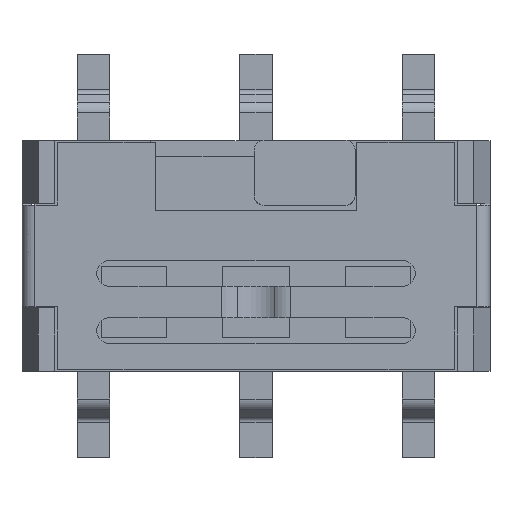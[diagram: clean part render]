
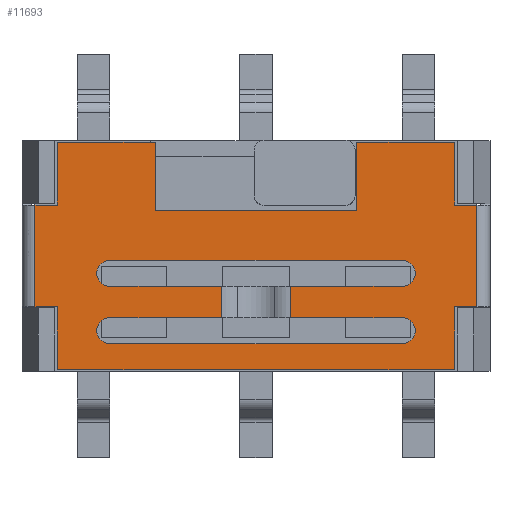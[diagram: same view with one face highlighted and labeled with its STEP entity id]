
A CAD part, top view. The second image highlights one B-rep face of the part: STEP entity #11693.
In plain terms, the highlighted planar face has unit normal (0, 0, 1).
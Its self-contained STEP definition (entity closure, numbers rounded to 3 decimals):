
#10533=DIRECTION('',(0.,1.,0.));
#10534=VECTOR('',#10533,1.563);
#10535=CARTESIAN_POINT('',(3.4,-0.781,1.5));
#10536=LINE('',#10535,#10534);
#10537=DIRECTION('',(1.,0.,0.));
#10538=VECTOR('',#10537,0.346);
#10539=CARTESIAN_POINT('',(3.054,-0.781,1.5));
#10540=LINE('',#10539,#10538);
#10541=DIRECTION('',(0.,1.,0.));
#10542=VECTOR('',#10541,0.969);
#10543=CARTESIAN_POINT('',(3.054,-1.75,1.5));
#10544=LINE('',#10543,#10542);
#10545=DIRECTION('',(1.,0.,0.));
#10546=VECTOR('',#10545,1.504);
#10547=CARTESIAN_POINT('',(1.55,-1.75,1.5));
#10548=LINE('',#10547,#10546);
#10549=DIRECTION('',(1.,0.,0.));
#10550=VECTOR('',#10549,3.1);
#10551=CARTESIAN_POINT('',(-1.55,-1.75,1.5));
#10552=LINE('',#10551,#10550);
#10553=DIRECTION('',(1.,0.,0.));
#10554=VECTOR('',#10553,1.504);
#10555=CARTESIAN_POINT('',(-3.054,-1.75,1.5));
#10556=LINE('',#10555,#10554);
#10557=DIRECTION('',(0.,-1.,0.));
#10558=VECTOR('',#10557,0.969);
#10559=CARTESIAN_POINT('',(-3.054,-0.781,1.5));
#10560=LINE('',#10559,#10558);
#10561=DIRECTION('',(1.,0.,0.));
#10562=VECTOR('',#10561,0.346);
#10563=CARTESIAN_POINT('',(-3.4,-0.781,1.5));
#10564=LINE('',#10563,#10562);
#10565=DIRECTION('',(0.,-1.,0.));
#10566=VECTOR('',#10565,1.563);
#10567=CARTESIAN_POINT('',(-3.4,0.781,1.5));
#10568=LINE('',#10567,#10566);
#10569=DIRECTION('',(-1.,0.,0.));
#10570=VECTOR('',#10569,0.346);
#10571=CARTESIAN_POINT('',(-3.054,0.781,1.5));
#10572=LINE('',#10571,#10570);
#10573=DIRECTION('',(0.,-1.,0.));
#10574=VECTOR('',#10573,0.969);
#10575=CARTESIAN_POINT('',(-3.054,1.75,1.5));
#10576=LINE('',#10575,#10574);
#10577=DIRECTION('',(-1.,0.,0.));
#10578=VECTOR('',#10577,1.504);
#10579=CARTESIAN_POINT('',(-1.55,1.75,1.5));
#10580=LINE('',#10579,#10578);
#10581=DIRECTION('',(0.,1.,0.));
#10582=VECTOR('',#10581,1.05);
#10583=CARTESIAN_POINT('',(-1.55,0.7,1.5));
#10584=LINE('',#10583,#10582);
#10585=DIRECTION('',(-1.,0.,0.));
#10586=VECTOR('',#10585,3.1);
#10587=CARTESIAN_POINT('',(1.55,0.7,1.5));
#10588=LINE('',#10587,#10586);
#10589=DIRECTION('',(0.,-1.,0.));
#10590=VECTOR('',#10589,1.05);
#10591=CARTESIAN_POINT('',(1.55,1.75,1.5));
#10592=LINE('',#10591,#10590);
#10593=DIRECTION('',(-1.,0.,0.));
#10594=VECTOR('',#10593,1.504);
#10595=CARTESIAN_POINT('',(3.054,1.75,1.5));
#10596=LINE('',#10595,#10594);
#10597=DIRECTION('',(0.,1.,0.));
#10598=VECTOR('',#10597,0.969);
#10599=CARTESIAN_POINT('',(3.054,0.781,1.5));
#10600=LINE('',#10599,#10598);
#10601=DIRECTION('',(-1.,0.,0.));
#10602=VECTOR('',#10601,0.346);
#10603=CARTESIAN_POINT('',(3.4,0.781,1.5));
#10604=LINE('',#10603,#10602);
#10605=DIRECTION('',(1.,0.,0.));
#10606=VECTOR('',#10605,1.722);
#10607=CARTESIAN_POINT('',(-2.25,-0.47,1.5));
#10608=LINE('',#10607,#10606);
#10609=DIRECTION('',(0.,1.,0.));
#10610=VECTOR('',#10609,0.48);
#10611=CARTESIAN_POINT('',(-0.528,-0.95,1.5));
#10612=LINE('',#10611,#10610);
#10613=DIRECTION('',(-1.,0.,0.));
#10614=VECTOR('',#10613,1.722);
#10615=CARTESIAN_POINT('',(-0.528,-0.95,1.5));
#10616=LINE('',#10615,#10614);
#10617=CARTESIAN_POINT('',(-2.25,-1.15,1.5));
#10618=DIRECTION('',(0.,0.,1.));
#10619=DIRECTION('',(0.,1.,0.));
#10620=AXIS2_PLACEMENT_3D('',#10617,#10618,#10619);
#10622=DIRECTION('',(1.,0.,0.));
#10623=VECTOR('',#10622,4.5);
#10624=CARTESIAN_POINT('',(-2.25,-1.35,1.5));
#10625=LINE('',#10624,#10623);
#10626=CARTESIAN_POINT('',(2.25,-1.15,1.5));
#10627=DIRECTION('',(0.,0.,1.));
#10628=DIRECTION('',(0.,-1.,0.));
#10629=AXIS2_PLACEMENT_3D('',#10626,#10627,#10628);
#10631=DIRECTION('',(-1.,0.,0.));
#10632=VECTOR('',#10631,1.722);
#10633=CARTESIAN_POINT('',(2.25,-0.95,1.5));
#10634=LINE('',#10633,#10632);
#10635=DIRECTION('',(1.,0.,0.));
#10636=VECTOR('',#10635,1.722);
#10637=CARTESIAN_POINT('',(0.528,-0.47,1.5));
#10638=LINE('',#10637,#10636);
#10639=CARTESIAN_POINT('',(2.25,-0.27,1.5));
#10640=DIRECTION('',(0.,0.,1.));
#10641=DIRECTION('',(0.,-1.,0.));
#10642=AXIS2_PLACEMENT_3D('',#10639,#10640,#10641);
#10644=DIRECTION('',(-1.,0.,0.));
#10645=VECTOR('',#10644,4.5);
#10646=CARTESIAN_POINT('',(2.25,-0.07,1.5));
#10647=LINE('',#10646,#10645);
#10648=CARTESIAN_POINT('',(-2.25,-0.27,1.5));
#10649=DIRECTION('',(0.,0.,1.));
#10650=DIRECTION('',(0.,1.,0.));
#10651=AXIS2_PLACEMENT_3D('',#10648,#10649,#10650);
#11186=DIRECTION('',(0.,1.,0.));
#11187=VECTOR('',#11186,0.48);
#11188=CARTESIAN_POINT('',(0.528,-0.95,1.5));
#11189=LINE('',#11188,#11187);
#11282=CARTESIAN_POINT('',(3.054,1.75,1.5));
#11283=CARTESIAN_POINT('',(1.55,1.75,1.5));
#11284=VERTEX_POINT('',#11282);
#11285=VERTEX_POINT('',#11283);
#11286=CARTESIAN_POINT('',(-3.054,1.75,1.5));
#11287=CARTESIAN_POINT('',(-3.054,0.781,1.5));
#11288=VERTEX_POINT('',#11286);
#11289=VERTEX_POINT('',#11287);
#11290=CARTESIAN_POINT('',(-3.054,-0.781,1.5));
#11291=CARTESIAN_POINT('',(-3.054,-1.75,1.5));
#11292=VERTEX_POINT('',#11290);
#11293=VERTEX_POINT('',#11291);
#11294=CARTESIAN_POINT('',(1.55,-1.75,1.5));
#11295=CARTESIAN_POINT('',(3.054,-1.75,1.5));
#11296=VERTEX_POINT('',#11294);
#11297=VERTEX_POINT('',#11295);
#11298=CARTESIAN_POINT('',(3.054,-0.781,1.5));
#11299=VERTEX_POINT('',#11298);
#11300=CARTESIAN_POINT('',(3.054,0.781,1.5));
#11301=VERTEX_POINT('',#11300);
#11304=CARTESIAN_POINT('',(-1.55,-1.75,1.5));
#11305=VERTEX_POINT('',#11304);
#11362=CARTESIAN_POINT('',(-3.4,-0.781,1.5));
#11364=VERTEX_POINT('',#11362);
#11368=CARTESIAN_POINT('',(-3.4,0.781,1.5));
#11369=VERTEX_POINT('',#11368);
#11426=CARTESIAN_POINT('',(3.4,0.781,1.5));
#11428=VERTEX_POINT('',#11426);
#11432=CARTESIAN_POINT('',(3.4,-0.781,1.5));
#11433=VERTEX_POINT('',#11432);
#11440=CARTESIAN_POINT('',(1.55,0.7,1.5));
#11441=VERTEX_POINT('',#11440);
#11442=CARTESIAN_POINT('',(-1.55,0.7,1.5));
#11443=VERTEX_POINT('',#11442);
#11444=CARTESIAN_POINT('',(-1.55,1.75,1.5));
#11445=VERTEX_POINT('',#11444);
#11462=CARTESIAN_POINT('',(-2.25,-0.95,1.5));
#11463=CARTESIAN_POINT('',(-2.25,-1.35,1.5));
#11464=VERTEX_POINT('',#11462);
#11465=VERTEX_POINT('',#11463);
#11466=CARTESIAN_POINT('',(2.25,-1.35,1.5));
#11467=VERTEX_POINT('',#11466);
#11468=CARTESIAN_POINT('',(2.25,-0.95,1.5));
#11469=VERTEX_POINT('',#11468);
#11470=CARTESIAN_POINT('',(-2.25,-0.07,1.5));
#11471=CARTESIAN_POINT('',(-2.25,-0.47,1.5));
#11472=VERTEX_POINT('',#11470);
#11473=VERTEX_POINT('',#11471);
#11474=CARTESIAN_POINT('',(2.25,-0.47,1.5));
#11475=CARTESIAN_POINT('',(2.25,-0.07,1.5));
#11476=VERTEX_POINT('',#11474);
#11477=VERTEX_POINT('',#11475);
#11486=CARTESIAN_POINT('',(0.528,-0.95,1.5));
#11488=VERTEX_POINT('',#11486);
#11492=CARTESIAN_POINT('',(-0.528,-0.95,1.5));
#11493=VERTEX_POINT('',#11492);
#11502=CARTESIAN_POINT('',(0.528,-0.47,1.5));
#11504=VERTEX_POINT('',#11502);
#11508=CARTESIAN_POINT('',(-0.528,-0.47,1.5));
#11509=VERTEX_POINT('',#11508);
#11626=CARTESIAN_POINT('',(0.,0.,1.5));
#11627=DIRECTION('',(0.,0.,1.));
#11628=DIRECTION('',(1.,0.,0.));
#11629=AXIS2_PLACEMENT_3D('',#11626,#11627,#11628);
#11630=PLANE('',#11629);
#11631=ORIENTED_EDGE('',*,*,#11585,.F.);
#11633=ORIENTED_EDGE('',*,*,#11632,.F.);
#11635=ORIENTED_EDGE('',*,*,#11634,.F.);
#11637=ORIENTED_EDGE('',*,*,#11636,.F.);
#11639=ORIENTED_EDGE('',*,*,#11638,.F.);
#11641=ORIENTED_EDGE('',*,*,#11640,.F.);
#11643=ORIENTED_EDGE('',*,*,#11642,.F.);
#11645=ORIENTED_EDGE('',*,*,#11644,.F.);
#11647=ORIENTED_EDGE('',*,*,#11646,.F.);
#11649=ORIENTED_EDGE('',*,*,#11648,.F.);
#11651=ORIENTED_EDGE('',*,*,#11650,.F.);
#11653=ORIENTED_EDGE('',*,*,#11652,.F.);
#11655=ORIENTED_EDGE('',*,*,#11654,.F.);
#11657=ORIENTED_EDGE('',*,*,#11656,.F.);
#11659=ORIENTED_EDGE('',*,*,#11658,.F.);
#11661=ORIENTED_EDGE('',*,*,#11660,.F.);
#11663=ORIENTED_EDGE('',*,*,#11662,.F.);
#11664=ORIENTED_EDGE('',*,*,#11603,.F.);
#11665=EDGE_LOOP('',(#11631,#11633,#11635,#11637,#11639,#11641,#11643,#11645,
#11647,#11649,#11651,#11653,#11655,#11657,#11659,#11661,#11663,#11664));
#11666=FACE_OUTER_BOUND('',#11665,.F.);
#11668=ORIENTED_EDGE('',*,*,#11667,.T.);
#11670=ORIENTED_EDGE('',*,*,#11669,.F.);
#11672=ORIENTED_EDGE('',*,*,#11671,.T.);
#11674=ORIENTED_EDGE('',*,*,#11673,.T.);
#11676=ORIENTED_EDGE('',*,*,#11675,.T.);
#11678=ORIENTED_EDGE('',*,*,#11677,.T.);
#11680=ORIENTED_EDGE('',*,*,#11679,.T.);
#11682=ORIENTED_EDGE('',*,*,#11681,.T.);
#11684=ORIENTED_EDGE('',*,*,#11683,.T.);
#11686=ORIENTED_EDGE('',*,*,#11685,.T.);
#11688=ORIENTED_EDGE('',*,*,#11687,.T.);
#11690=ORIENTED_EDGE('',*,*,#11689,.T.);
#11691=EDGE_LOOP('',(#11668,#11670,#11672,#11674,#11676,#11678,#11680,#11682,
#11684,#11686,#11688,#11690));
#11692=FACE_BOUND('',#11691,.F.);
#11693=ADVANCED_FACE('',(#11666,#11692),#11630,.T.);
#10621=CIRCLE('',#10620,0.2);
#10630=CIRCLE('',#10629,0.2);
#10643=CIRCLE('',#10642,0.2);
#10652=CIRCLE('',#10651,0.2);
#11585=EDGE_CURVE('',#11433,#11428,#10536,.T.);
#11603=EDGE_CURVE('',#11428,#11301,#10604,.T.);
#11632=EDGE_CURVE('',#11299,#11433,#10540,.T.);
#11634=EDGE_CURVE('',#11297,#11299,#10544,.T.);
#11636=EDGE_CURVE('',#11296,#11297,#10548,.T.);
#11638=EDGE_CURVE('',#11305,#11296,#10552,.T.);
#11640=EDGE_CURVE('',#11293,#11305,#10556,.T.);
#11642=EDGE_CURVE('',#11292,#11293,#10560,.T.);
#11644=EDGE_CURVE('',#11364,#11292,#10564,.T.);
#11646=EDGE_CURVE('',#11369,#11364,#10568,.T.);
#11648=EDGE_CURVE('',#11289,#11369,#10572,.T.);
#11650=EDGE_CURVE('',#11288,#11289,#10576,.T.);
#11652=EDGE_CURVE('',#11445,#11288,#10580,.T.);
#11654=EDGE_CURVE('',#11443,#11445,#10584,.T.);
#11656=EDGE_CURVE('',#11441,#11443,#10588,.T.);
#11658=EDGE_CURVE('',#11285,#11441,#10592,.T.);
#11660=EDGE_CURVE('',#11284,#11285,#10596,.T.);
#11662=EDGE_CURVE('',#11301,#11284,#10600,.T.);
#11667=EDGE_CURVE('',#11473,#11509,#10608,.T.);
#11669=EDGE_CURVE('',#11493,#11509,#10612,.T.);
#11671=EDGE_CURVE('',#11493,#11464,#10616,.T.);
#11673=EDGE_CURVE('',#11464,#11465,#10621,.T.);
#11675=EDGE_CURVE('',#11465,#11467,#10625,.T.);
#11677=EDGE_CURVE('',#11467,#11469,#10630,.T.);
#11679=EDGE_CURVE('',#11469,#11488,#10634,.T.);
#11681=EDGE_CURVE('',#11488,#11504,#11189,.T.);
#11683=EDGE_CURVE('',#11504,#11476,#10638,.T.);
#11685=EDGE_CURVE('',#11476,#11477,#10643,.T.);
#11687=EDGE_CURVE('',#11477,#11472,#10647,.T.);
#11689=EDGE_CURVE('',#11472,#11473,#10652,.T.);
